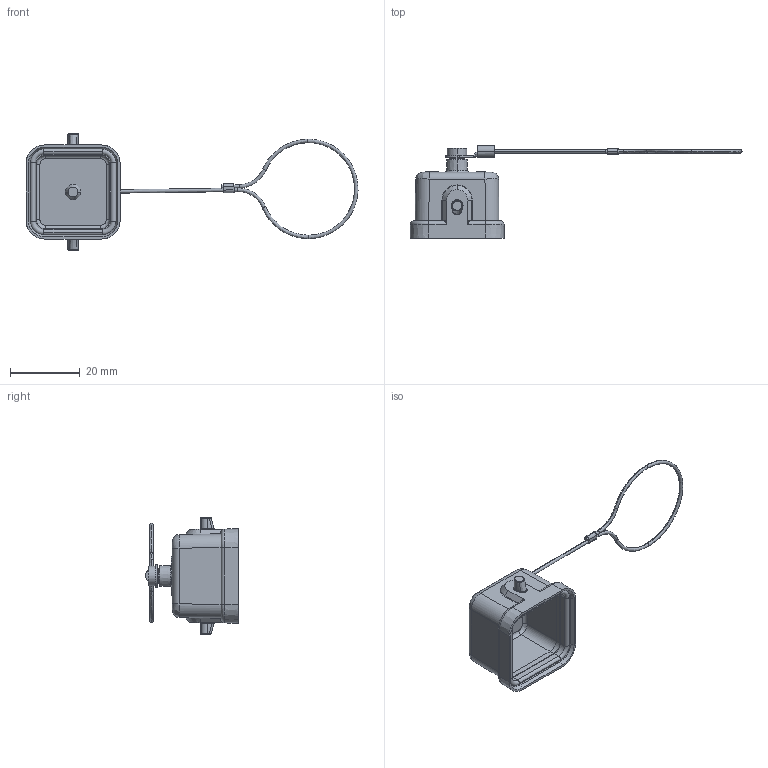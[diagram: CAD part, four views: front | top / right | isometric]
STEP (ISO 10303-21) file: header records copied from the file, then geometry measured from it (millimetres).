
FILE_DESCRIPTION((''),'2;1');
FILE_NAME('H3A-MCV_S-2B_1','2023-12-14T',('lj.zou'),(''),'PRO/ENGINEER BY PARAMETRIC TECHNOLOGY CORPORATION, 2012480','PRO/ENGINEER BY PARAMETRIC TECHNOLOGY CORPORATION, 2012480','');
FILE_SCHEMA(('CONFIG_CONTROL_DESIGN'));
Length unit declared in the file: millimetre
Products named in the file (1): H3A-MCV_S-2B_1
Bounding box: 95.19 x 26.65 x 33.5 mm (x, y, z)
Volume: 3776.7 mm3; surface area: 5670.5 mm2
Topology: 1 solids, 2 shells, 327 faces, 835 edges, 528 vertices
Faces by surface type: plane 114, cylinder 105, bspline 58, torus 28, cone 19, sphere 3
Entity records: 13577 total; most frequent: CARTESIAN_POINT 5842, ORIENTED_EDGE 1670, DIRECTION 1515, EDGE_CURVE 835, AXIS2_PLACEMENT_3D 565, VERTEX_POINT 530, VECTOR 385, LINE 385
